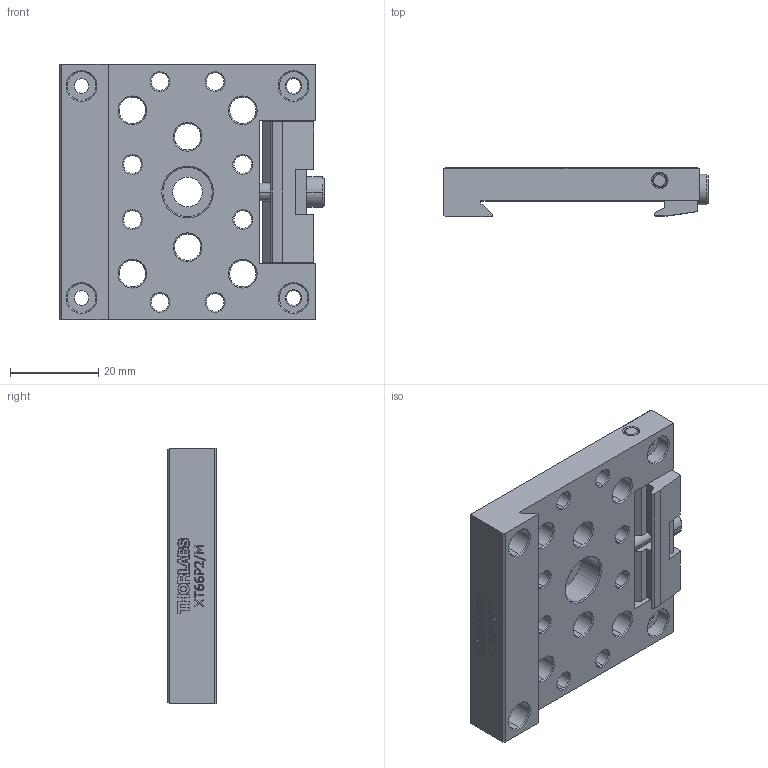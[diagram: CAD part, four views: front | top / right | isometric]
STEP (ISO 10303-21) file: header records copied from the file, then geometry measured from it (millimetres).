
FILE_DESCRIPTION (( 'STEP AP214' ), '1' );
FILE_NAME ('12149-E0W.STEP', '2018-07-02T18:35:55', ( '' ), ( '' ), 'SwSTEP 2.0', 'SolidWorks 2016', '' );
FILE_SCHEMA (( 'AUTOMOTIVE_DESIGN' ));
Length unit declared in the file: millimetre
Products named in the file (1): 12149-E0W
Bounding box: 59.94 x 11.18 x 57.91 mm (x, y, z)
Volume: 23238.1 mm3; surface area: 13634.5 mm2
Topology: 6 solids, 6 shells, 560 faces, 1433 edges, 913 vertices
Faces by surface type: plane 241, cone 114, bspline 112, cylinder 93
Entity records: 25521 total; most frequent: CARTESIAN_POINT 6205, ORIENTED_EDGE 2846, DIRECTION 2389, EDGE_CURVE 1423, VERTEX_POINT 913, VECTOR 883, LINE 883, AXIS2_PLACEMENT_3D 753
